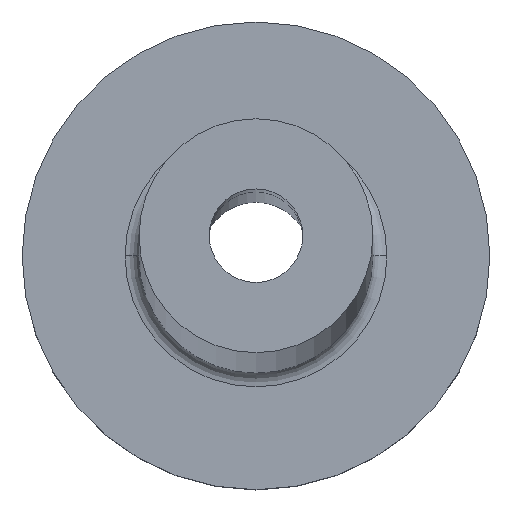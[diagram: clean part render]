
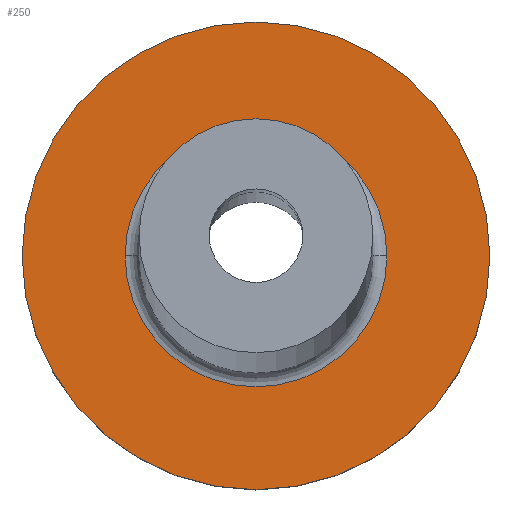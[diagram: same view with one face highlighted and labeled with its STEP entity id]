
A CAD part, top view. The second image highlights one B-rep face of the part: STEP entity #250.
In plain terms, the highlighted planar face has unit normal (0, 0, 1).
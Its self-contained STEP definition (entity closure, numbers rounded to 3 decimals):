
#2 = CIRCLE ( 'NONE', #278, 2.8 ) ;
#17 = CARTESIAN_POINT ( 'NONE',  ( 0., 0., 3. ) ) ;
#39 = FACE_BOUND ( 'NONE', #148, .T. ) ;
#42 = DIRECTION ( 'NONE',  ( 0., 0., 1. ) ) ;
#69 = CIRCLE ( 'NONE', #301, 2.8 ) ;
#77 = VERTEX_POINT ( 'NONE', #360 ) ;
#101 = CARTESIAN_POINT ( 'NONE',  ( -5., 0., 3. ) ) ;
#108 = CIRCLE ( 'NONE', #460, 5. ) ;
#127 = EDGE_CURVE ( 'NONE', #439, #341, #2, .T. ) ;
#133 = ORIENTED_EDGE ( 'NONE', *, *, #127, .T. ) ;
#148 = EDGE_LOOP ( 'NONE', ( #133, #408 ) ) ;
#150 = DIRECTION ( 'NONE',  ( 1., 0., 0. ) ) ;
#178 = AXIS2_PLACEMENT_3D ( 'NONE', #300, #42, #379 ) ;
#180 = ORIENTED_EDGE ( 'NONE', *, *, #203, .T. ) ;
#184 = CARTESIAN_POINT ( 'NONE',  ( 0., 0., 3. ) ) ;
#193 = PLANE ( 'NONE',  #428 ) ;
#203 = EDGE_CURVE ( 'NONE', #378, #77, #284, .T. ) ;
#216 = CARTESIAN_POINT ( 'NONE',  ( -2.8, 0., 3. ) ) ;
#247 = ORIENTED_EDGE ( 'NONE', *, *, #318, .T. ) ;
#250 = ADVANCED_FACE ( 'NONE', ( #39, #345 ), #193, .T. ) ;
#266 = DIRECTION ( 'NONE',  ( 0., 0., 1. ) ) ;
#277 = CARTESIAN_POINT ( 'NONE',  ( 0., 0., 3. ) ) ;
#278 = AXIS2_PLACEMENT_3D ( 'NONE', #319, #356, #316 ) ;
#284 = CIRCLE ( 'NONE', #178, 5. ) ;
#286 = EDGE_CURVE ( 'NONE', #341, #439, #69, .T. ) ;
#300 = CARTESIAN_POINT ( 'NONE',  ( 0., 0., 3. ) ) ;
#301 = AXIS2_PLACEMENT_3D ( 'NONE', #17, #343, #150 ) ;
#316 = DIRECTION ( 'NONE',  ( 1., 0., 0. ) ) ;
#318 = EDGE_CURVE ( 'NONE', #77, #378, #108, .T. ) ;
#319 = CARTESIAN_POINT ( 'NONE',  ( 0., 0., 3. ) ) ;
#321 = DIRECTION ( 'NONE',  ( 0., 0., 1. ) ) ;
#341 = VERTEX_POINT ( 'NONE', #216 ) ;
#343 = DIRECTION ( 'NONE',  ( 0., 0., -1. ) ) ;
#345 = FACE_OUTER_BOUND ( 'NONE', #405, .T. ) ;
#356 = DIRECTION ( 'NONE',  ( 0., 0., -1. ) ) ;
#360 = CARTESIAN_POINT ( 'NONE',  ( 5., 0., 3. ) ) ;
#378 = VERTEX_POINT ( 'NONE', #101 ) ;
#379 = DIRECTION ( 'NONE',  ( 1., 0., 0. ) ) ;
#396 = DIRECTION ( 'NONE',  ( 1., 0., 0. ) ) ;
#405 = EDGE_LOOP ( 'NONE', ( #180, #247 ) ) ;
#408 = ORIENTED_EDGE ( 'NONE', *, *, #286, .T. ) ;
#414 = DIRECTION ( 'NONE',  ( 1., 0., 0. ) ) ;
#428 = AXIS2_PLACEMENT_3D ( 'NONE', #184, #266, #414 ) ;
#439 = VERTEX_POINT ( 'NONE', #449 ) ;
#449 = CARTESIAN_POINT ( 'NONE',  ( 2.8, 0., 3. ) ) ;
#460 = AXIS2_PLACEMENT_3D ( 'NONE', #277, #321, #396 ) ;
